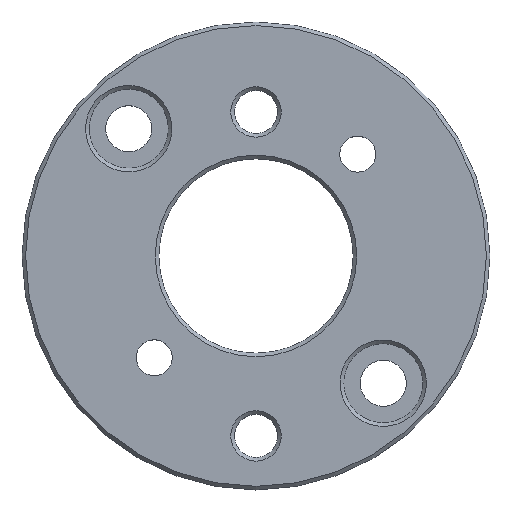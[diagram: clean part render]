
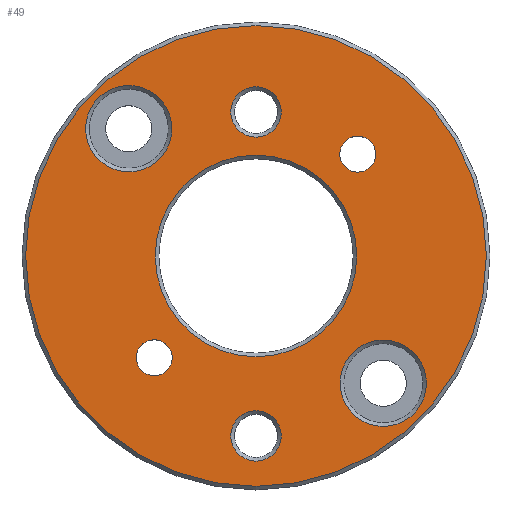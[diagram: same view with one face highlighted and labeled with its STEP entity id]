
A CAD part, top view. The second image highlights one B-rep face of the part: STEP entity #49.
In plain terms, the highlighted planar face has unit normal (0, 0, 1).
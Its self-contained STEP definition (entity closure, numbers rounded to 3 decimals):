
#44=PLANE('',#364);
#49=ADVANCED_FACE('',(#84,#85,#86,#87,#88,#89,#90,#91),#44,.T.);
#84=FACE_BOUND('',#144,.T.);
#85=FACE_BOUND('',#145,.T.);
#86=FACE_BOUND('',#146,.T.);
#87=FACE_BOUND('',#147,.T.);
#88=FACE_BOUND('',#148,.T.);
#89=FACE_BOUND('',#149,.T.);
#90=FACE_BOUND('',#150,.T.);
#91=FACE_BOUND('',#151,.T.);
#144=EDGE_LOOP('',(#204));
#145=EDGE_LOOP('',(#205));
#146=EDGE_LOOP('',(#206));
#147=EDGE_LOOP('',(#207));
#148=EDGE_LOOP('',(#208));
#149=EDGE_LOOP('',(#209));
#150=EDGE_LOOP('',(#210));
#151=EDGE_LOOP('',(#211));
#204=ORIENTED_EDGE('',*,*,#294,.T.);
#205=ORIENTED_EDGE('',*,*,#295,.T.);
#206=ORIENTED_EDGE('',*,*,#296,.T.);
#207=ORIENTED_EDGE('',*,*,#297,.T.);
#208=ORIENTED_EDGE('',*,*,#298,.T.);
#209=ORIENTED_EDGE('',*,*,#299,.T.);
#210=ORIENTED_EDGE('',*,*,#300,.T.);
#211=ORIENTED_EDGE('',*,*,#301,.T.);
#264=VERTEX_POINT('',#524);
#265=VERTEX_POINT('',#526);
#266=VERTEX_POINT('',#528);
#267=VERTEX_POINT('',#530);
#268=VERTEX_POINT('',#532);
#269=VERTEX_POINT('',#534);
#270=VERTEX_POINT('',#536);
#271=VERTEX_POINT('',#538);
#294=EDGE_CURVE('',#264,#264,#324,.T.);
#295=EDGE_CURVE('',#265,#265,#325,.T.);
#296=EDGE_CURVE('',#266,#266,#326,.T.);
#297=EDGE_CURVE('',#267,#267,#327,.T.);
#298=EDGE_CURVE('',#268,#268,#328,.T.);
#299=EDGE_CURVE('',#269,#269,#329,.T.);
#300=EDGE_CURVE('',#270,#270,#330,.T.);
#301=EDGE_CURVE('',#271,#271,#331,.T.);
#324=CIRCLE('',#356,3.5);
#325=CIRCLE('',#357,3.5);
#326=CIRCLE('',#358,6.);
#327=CIRCLE('',#359,6.);
#328=CIRCLE('',#360,32.);
#329=CIRCLE('',#361,14.);
#330=CIRCLE('',#362,2.5);
#331=CIRCLE('',#363,2.5);
#356=AXIS2_PLACEMENT_3D('',#523,#415,#416);
#357=AXIS2_PLACEMENT_3D('',#525,#417,#418);
#358=AXIS2_PLACEMENT_3D('',#527,#419,#420);
#359=AXIS2_PLACEMENT_3D('',#529,#421,#422);
#360=AXIS2_PLACEMENT_3D('',#531,#423,#424);
#361=AXIS2_PLACEMENT_3D('',#533,#425,#426);
#362=AXIS2_PLACEMENT_3D('',#535,#427,#428);
#363=AXIS2_PLACEMENT_3D('',#537,#429,#430);
#364=AXIS2_PLACEMENT_3D('',#539,#431,#432);
#415=DIRECTION('',(0.,0.,-1.));
#416=DIRECTION('',(1.,0.,0.));
#417=DIRECTION('',(0.,0.,-1.));
#418=DIRECTION('',(1.,0.,0.));
#419=DIRECTION('',(0.,0.,-1.));
#420=DIRECTION('',(1.,0.,0.));
#421=DIRECTION('',(0.,0.,-1.));
#422=DIRECTION('',(1.,0.,0.));
#423=DIRECTION('',(0.,0.,1.));
#424=DIRECTION('',(1.,0.,0.));
#425=DIRECTION('',(0.,0.,-1.));
#426=DIRECTION('',(1.,0.,0.));
#427=DIRECTION('',(0.,0.,-1.));
#428=DIRECTION('',(-1.,0.,0.));
#429=DIRECTION('',(0.,0.,-1.));
#430=DIRECTION('',(-1.,0.,0.));
#431=DIRECTION('',(0.,0.,1.));
#432=DIRECTION('',(1.,0.,0.));
#523=CARTESIAN_POINT('',(0.,-25.,7.));
#524=CARTESIAN_POINT('',(3.5,-25.,7.));
#525=CARTESIAN_POINT('',(0.,20.,7.));
#526=CARTESIAN_POINT('',(3.5,20.,7.));
#527=CARTESIAN_POINT('',(17.678,-17.678,7.));
#528=CARTESIAN_POINT('',(23.678,-17.678,7.));
#529=CARTESIAN_POINT('',(-17.678,17.678,7.));
#530=CARTESIAN_POINT('',(-11.678,17.678,7.));
#531=CARTESIAN_POINT('',(0.,0.,7.));
#532=CARTESIAN_POINT('',(32.,0.,7.));
#533=CARTESIAN_POINT('',(0.,0.,7.));
#534=CARTESIAN_POINT('',(14.,0.,7.));
#535=CARTESIAN_POINT('',(14.142,14.142,7.));
#536=CARTESIAN_POINT('',(11.642,14.142,7.));
#537=CARTESIAN_POINT('',(-14.142,-14.142,7.));
#538=CARTESIAN_POINT('',(-16.642,-14.142,7.));
#539=CARTESIAN_POINT('',(0.,0.,7.));
